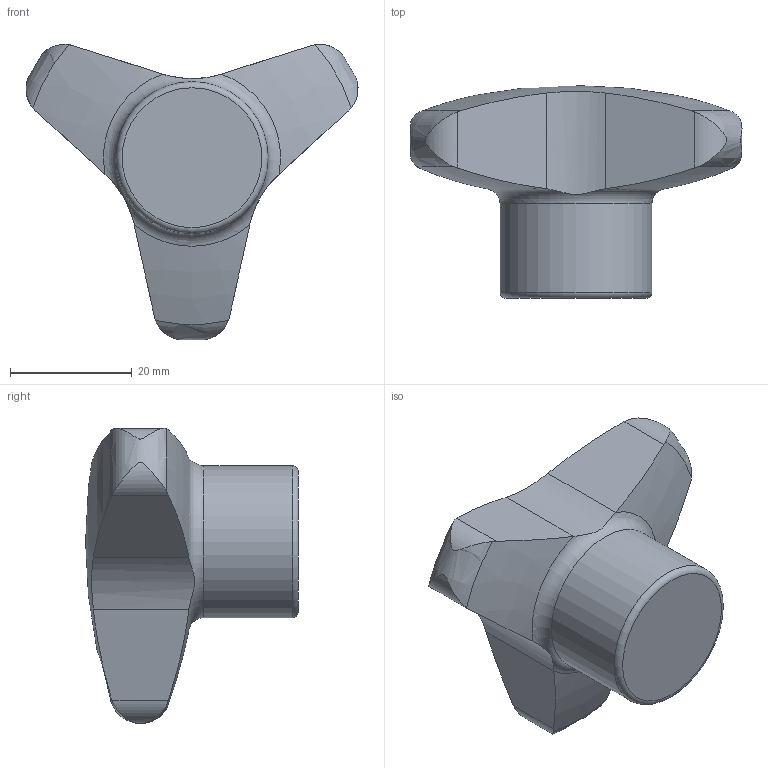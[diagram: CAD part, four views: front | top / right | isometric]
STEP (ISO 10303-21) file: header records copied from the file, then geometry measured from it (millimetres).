
FILE_DESCRIPTION( ( 'STEP AP203' ), ' ' );
FILE_NAME( 'Stainless Steel-Three-lobe knob AISI 303 GN 5345-60-A.stp', '2015-09-16T07:44:56', ( '' ), ( '' ), ' ', 'PARTsolutions', ' ' );
FILE_SCHEMA( ( 'CONFIG_CONTROL_DESIGN' ) );
Length unit declared in the file: millimetre
Products named in the file (1): _Stainless Steel-Three-lobe knob AISI 303 GN 5345-60-A
Bounding box: 54.61 x 35 x 48.56 mm (x, y, z)
Volume: 27749.6 mm3; surface area: 5993.4 mm2
Topology: 1 solids, 1 shells, 26 faces, 73 edges, 48 vertices
Faces by surface type: cylinder 10, plane 7, torus 5, bspline 3, sphere 1
Full cylindrical faces by diameter (mm): 25 x1
Entity records: 1195 total; most frequent: CARTESIAN_POINT 575, ORIENTED_EDGE 132, DIRECTION 96, EDGE_CURVE 66, VERTEX_POINT 47, AXIS2_PLACEMENT_3D 42, B_SPLINE_CURVE_WITH_KNOTS 36, FACE_OUTER_BOUND 29
